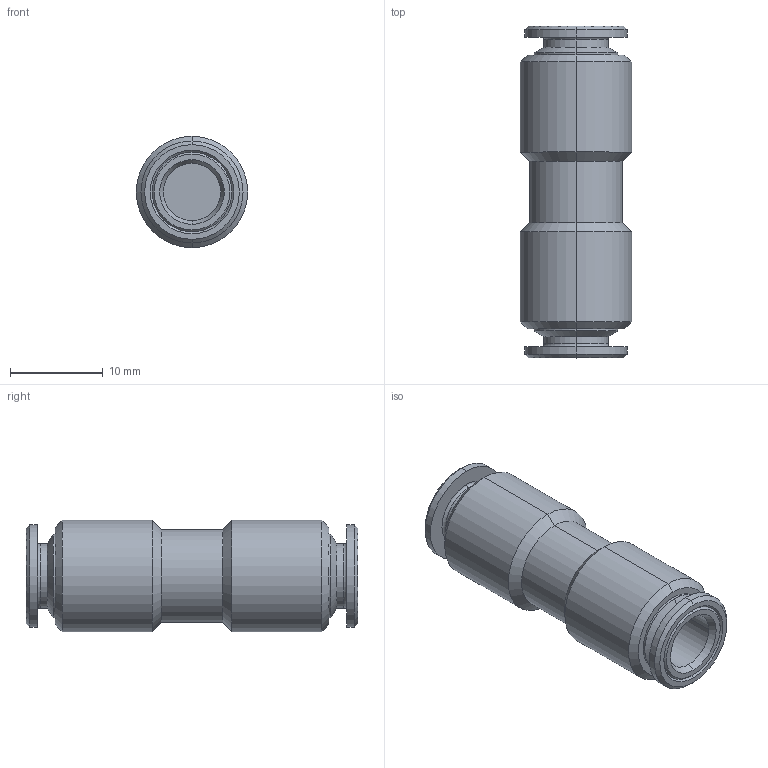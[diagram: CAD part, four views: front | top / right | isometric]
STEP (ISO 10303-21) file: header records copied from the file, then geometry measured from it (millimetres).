
FILE_DESCRIPTION (( 'STEP AP203' ), '1' );
FILE_NAME ('M0160030.STEP', '2010-08-05T09:00:37', ( '' ), ( 'sopra-pneumatic' ), 'SwSTEP 2.0', 'SolidWorks 2009', '' );
FILE_SCHEMA (( 'CONFIG_CONTROL_DESIGN' ));
Length unit declared in the file: millimetre
Products named in the file (1): M0160030
Bounding box: 12 x 35.74 x 12 mm (x, y, z)
Volume: 2445.1 mm3; surface area: 2288.7 mm2
Topology: 1 solids, 1 shells, 64 faces, 130 edges, 76 vertices
Faces by surface type: cone 28, cylinder 22, plane 10, torus 4
Entity records: 1755 total; most frequent: DIRECTION 340, CARTESIAN_POINT 271, ORIENTED_EDGE 260, AXIS2_PLACEMENT_3D 145, EDGE_CURVE 130, CIRCLE 80, VERTEX_POINT 76, EDGE_LOOP 72
